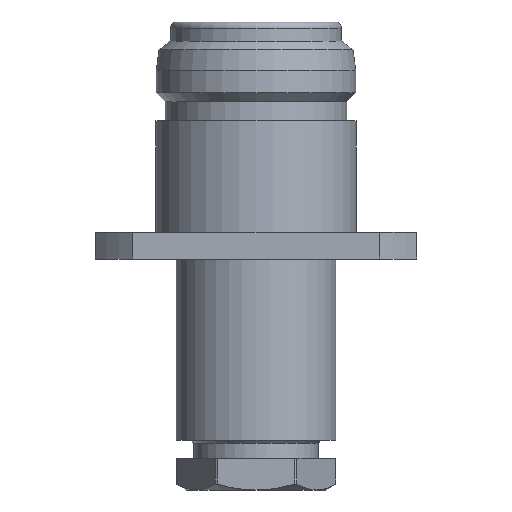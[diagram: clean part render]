
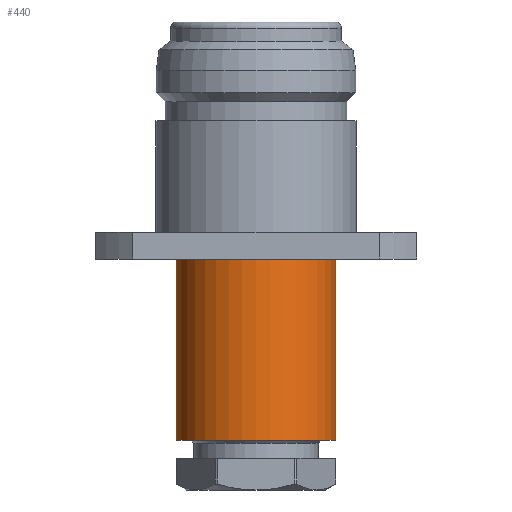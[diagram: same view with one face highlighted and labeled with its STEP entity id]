
A CAD part, front view. The second image highlights one B-rep face of the part: STEP entity #440.
In plain terms, the highlighted cylindrical face has radius 6.3 mm (diameter 12.6 mm), a partial arc.
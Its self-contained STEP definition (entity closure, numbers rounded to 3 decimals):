
#118 = DIRECTION ( 'NONE',  ( 0., 0., 1. ) ) ;
#162 = DIRECTION ( 'NONE',  ( 0., 0., 1. ) ) ;
#440 = ADVANCED_FACE ( 'NONE', ( #2578 ), #3198, .T. ) ;
#513 = EDGE_CURVE ( 'NONE', #760, #4369, #2449, .T. ) ;
#532 = LINE ( 'NONE', #2623, #1250 ) ;
#683 = DIRECTION ( 'NONE',  ( 0., 0., 1. ) ) ;
#760 = VERTEX_POINT ( 'NONE', #3516 ) ;
#898 = AXIS2_PLACEMENT_3D ( 'NONE', #2143, #118, #1345 ) ;
#1179 = CIRCLE ( 'NONE', #2069, 6.3 ) ;
#1250 = VECTOR ( 'NONE', #3012, 1000. ) ;
#1345 = DIRECTION ( 'NONE',  ( 1., 0., 0. ) ) ;
#1355 = VECTOR ( 'NONE', #4037, 1000. ) ;
#1384 = CARTESIAN_POINT ( 'NONE',  ( 6.3, 0., 2.331 ) ) ;
#1392 = VERTEX_POINT ( 'NONE', #2430 ) ;
#1881 = EDGE_LOOP ( 'NONE', ( #4338, #3635, #4201, #2281 ) ) ;
#2069 = AXIS2_PLACEMENT_3D ( 'NONE', #2892, #683, #3275 ) ;
#2143 = CARTESIAN_POINT ( 'NONE',  ( 0., 0., 2.331 ) ) ;
#2214 = CARTESIAN_POINT ( 'NONE',  ( 0., 0., -18.7 ) ) ;
#2281 = ORIENTED_EDGE ( 'NONE', *, *, #513, .F. ) ;
#2430 = CARTESIAN_POINT ( 'NONE',  ( 6.3, 0., -33. ) ) ;
#2449 = CIRCLE ( 'NONE', #3536, 6.3 ) ;
#2578 = FACE_OUTER_BOUND ( 'NONE', #1881, .T. ) ;
#2583 = CARTESIAN_POINT ( 'NONE',  ( 6.3, 0., -18.7 ) ) ;
#2620 = DIRECTION ( 'NONE',  ( 1., 0., 0. ) ) ;
#2623 = CARTESIAN_POINT ( 'NONE',  ( -6.3, 0., 2.331 ) ) ;
#2892 = CARTESIAN_POINT ( 'NONE',  ( 0., 0., -33. ) ) ;
#3010 = VERTEX_POINT ( 'NONE', #3246 ) ;
#3012 = DIRECTION ( 'NONE',  ( 0., 0., 1. ) ) ;
#3041 = EDGE_CURVE ( 'NONE', #3010, #1392, #1179, .T. ) ;
#3198 = CYLINDRICAL_SURFACE ( 'NONE', #898, 6.3 ) ;
#3246 = CARTESIAN_POINT ( 'NONE',  ( -6.3, 0., -33. ) ) ;
#3275 = DIRECTION ( 'NONE',  ( 1., 0., 0. ) ) ;
#3438 = LINE ( 'NONE', #1384, #1355 ) ;
#3516 = CARTESIAN_POINT ( 'NONE',  ( -6.3, 0., -18.7 ) ) ;
#3536 = AXIS2_PLACEMENT_3D ( 'NONE', #2214, #162, #2620 ) ;
#3635 = ORIENTED_EDGE ( 'NONE', *, *, #3041, .T. ) ;
#4037 = DIRECTION ( 'NONE',  ( 0., 0., 1. ) ) ;
#4125 = EDGE_CURVE ( 'NONE', #1392, #4369, #3438, .T. ) ;
#4143 = EDGE_CURVE ( 'NONE', #3010, #760, #532, .T. ) ;
#4201 = ORIENTED_EDGE ( 'NONE', *, *, #4125, .T. ) ;
#4338 = ORIENTED_EDGE ( 'NONE', *, *, #4143, .F. ) ;
#4369 = VERTEX_POINT ( 'NONE', #2583 ) ;
